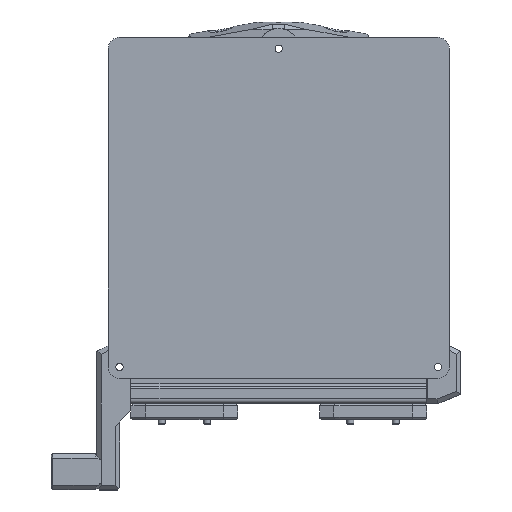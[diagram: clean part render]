
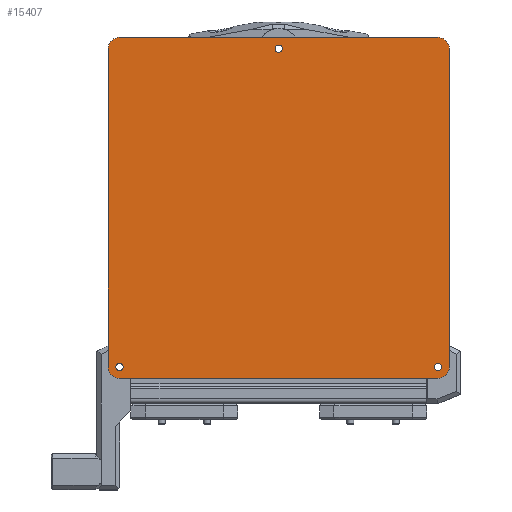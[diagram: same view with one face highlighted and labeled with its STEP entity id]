
A CAD part, top view. The second image highlights one B-rep face of the part: STEP entity #15407.
In plain terms, the highlighted face is planar.
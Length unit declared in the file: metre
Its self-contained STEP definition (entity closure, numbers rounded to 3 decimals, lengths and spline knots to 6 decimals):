
#1864=LINE('',#27162,#3248);
#1870=LINE('',#27176,#3254);
#1874=LINE('',#27185,#3258);
#1878=LINE('',#27194,#3262);
#3248=VECTOR('',#20760,1.);
#3254=VECTOR('',#20768,1.);
#3258=VECTOR('',#20774,1.);
#3262=VECTOR('',#20780,1.);
#7905=ORIENTED_EDGE('',*,*,#10070,.T.);
#7906=ORIENTED_EDGE('',*,*,#10071,.T.);
#7907=ORIENTED_EDGE('',*,*,#10072,.T.);
#7908=ORIENTED_EDGE('',*,*,#10053,.F.);
#7909=ORIENTED_EDGE('',*,*,#10073,.T.);
#7910=ORIENTED_EDGE('',*,*,#10047,.T.);
#7911=ORIENTED_EDGE('',*,*,#10074,.T.);
#7912=ORIENTED_EDGE('',*,*,#10061,.T.);
#7913=ORIENTED_EDGE('',*,*,#10075,.T.);
#7914=ORIENTED_EDGE('',*,*,#10057,.F.);
#7915=ORIENTED_EDGE('',*,*,#10076,.T.);
#10047=EDGE_CURVE('',#11488,#11489,#1864,.T.);
#10053=EDGE_CURVE('',#11494,#11495,#1870,.T.);
#10057=EDGE_CURVE('',#11498,#11499,#1874,.T.);
#10061=EDGE_CURVE('',#11503,#11502,#1878,.T.);
#10070=EDGE_CURVE('',#11507,#11507,#11967,.T.);
#10071=EDGE_CURVE('',#11508,#11508,#11968,.T.);
#10072=EDGE_CURVE('',#11509,#11509,#11969,.T.);
#10073=EDGE_CURVE('',#11494,#11488,#11970,.F.);
#10074=EDGE_CURVE('',#11489,#11503,#11971,.F.);
#10075=EDGE_CURVE('',#11502,#11499,#11972,.F.);
#10076=EDGE_CURVE('',#11498,#11495,#11973,.F.);
#11488=VERTEX_POINT('',#27163);
#11489=VERTEX_POINT('',#27164);
#11494=VERTEX_POINT('',#27175);
#11495=VERTEX_POINT('',#27177);
#11498=VERTEX_POINT('',#27184);
#11499=VERTEX_POINT('',#27186);
#11502=VERTEX_POINT('',#27193);
#11503=VERTEX_POINT('',#27195);
#11507=VERTEX_POINT('',#27210);
#11508=VERTEX_POINT('',#27212);
#11509=VERTEX_POINT('',#27214);
#11967=CIRCLE('',#16856,0.0016);
#11968=CIRCLE('',#16857,0.0016);
#11969=CIRCLE('',#16858,0.0016);
#11970=CIRCLE('',#16859,0.005);
#11971=CIRCLE('',#16860,0.005);
#11972=CIRCLE('',#16861,0.005);
#11973=CIRCLE('',#16862,0.005);
#13010=EDGE_LOOP('',(#7905));
#13011=EDGE_LOOP('',(#7906));
#13012=EDGE_LOOP('',(#7907));
#13013=EDGE_LOOP('',(#7908,#7909,#7910,#7911,#7912,#7913,#7914,#7915));
#14064=FACE_BOUND('',#13010,.T.);
#14065=FACE_BOUND('',#13011,.T.);
#14066=FACE_BOUND('',#13012,.T.);
#14067=FACE_BOUND('',#13013,.T.);
#14546=PLANE('',#16855);
#15407=ADVANCED_FACE('',(#14064,#14065,#14066,#14067),#14546,.F.);
#16855=AXIS2_PLACEMENT_3D('',#27208,#20798,#20799);
#16856=AXIS2_PLACEMENT_3D('',#27209,#20800,#20801);
#16857=AXIS2_PLACEMENT_3D('',#27211,#20802,#20803);
#16858=AXIS2_PLACEMENT_3D('',#27213,#20804,#20805);
#16859=AXIS2_PLACEMENT_3D('',#27215,#20806,#20807);
#16860=AXIS2_PLACEMENT_3D('',#27216,#20808,#20809);
#16861=AXIS2_PLACEMENT_3D('',#27217,#20810,#20811);
#16862=AXIS2_PLACEMENT_3D('',#27218,#20812,#20813);
#20760=DIRECTION('',(0.,-1.,0.));
#20768=DIRECTION('',(-1.,0.,0.));
#20774=DIRECTION('',(0.,-1.,0.));
#20780=DIRECTION('',(-1.,0.,0.));
#20798=DIRECTION('',(0.,0.,1.));
#20799=DIRECTION('',(1.,0.,0.));
#20800=DIRECTION('',(0.,0.,1.));
#20801=DIRECTION('',(1.,0.,0.));
#20802=DIRECTION('',(0.,0.,1.));
#20803=DIRECTION('',(1.,0.,0.));
#20804=DIRECTION('',(0.,0.,1.));
#20805=DIRECTION('',(1.,0.,0.));
#20806=DIRECTION('',(0.,0.,1.));
#20807=DIRECTION('',(1.,0.,0.));
#20808=DIRECTION('',(0.,0.,1.));
#20809=DIRECTION('',(1.,0.,0.));
#20810=DIRECTION('',(0.,0.,1.));
#20811=DIRECTION('',(1.,0.,0.));
#20812=DIRECTION('',(0.,0.,1.));
#20813=DIRECTION('',(1.,0.,0.));
#27162=CARTESIAN_POINT('',(0.075,0.,0.));
#27163=CARTESIAN_POINT('',(0.075,0.07,0.));
#27164=CARTESIAN_POINT('',(0.075,-0.07,0.));
#27175=CARTESIAN_POINT('',(0.07,0.075,0.));
#27176=CARTESIAN_POINT('',(0.,0.075,0.));
#27177=CARTESIAN_POINT('',(-0.07,0.075,0.));
#27184=CARTESIAN_POINT('',(-0.075,0.07,0.));
#27185=CARTESIAN_POINT('',(-0.075,0.,0.));
#27186=CARTESIAN_POINT('',(-0.075,-0.07,0.));
#27193=CARTESIAN_POINT('',(-0.07,-0.075,0.));
#27194=CARTESIAN_POINT('',(0.,-0.075,0.));
#27195=CARTESIAN_POINT('',(0.07,-0.075,0.));
#27208=CARTESIAN_POINT('',(0.,0.,0.));
#27209=CARTESIAN_POINT('',(0.,-0.07,0.));
#27210=CARTESIAN_POINT('',(0.0016,-0.07,0.));
#27211=CARTESIAN_POINT('',(-0.07,0.07,0.));
#27212=CARTESIAN_POINT('',(-0.0684,0.07,0.));
#27213=CARTESIAN_POINT('',(0.07,0.07,0.));
#27214=CARTESIAN_POINT('',(0.0716,0.07,0.));
#27215=CARTESIAN_POINT('',(0.07,0.07,0.));
#27216=CARTESIAN_POINT('',(0.07,-0.07,0.));
#27217=CARTESIAN_POINT('',(-0.07,-0.07,0.));
#27218=CARTESIAN_POINT('',(-0.07,0.07,0.));
